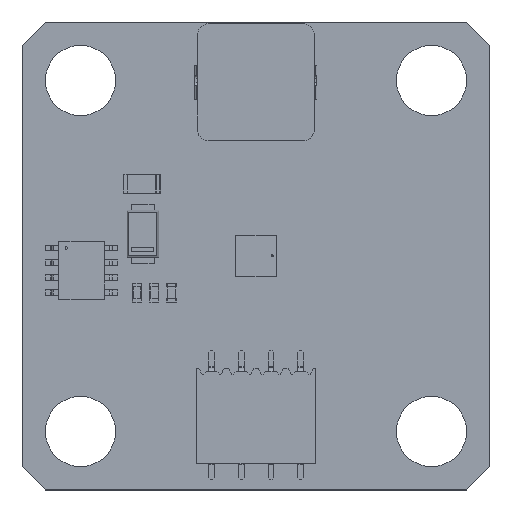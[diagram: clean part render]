
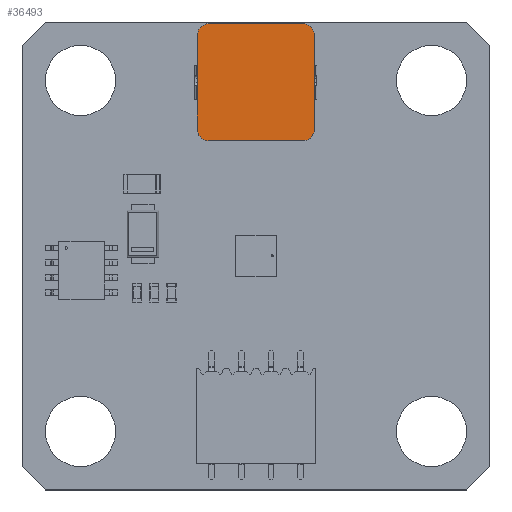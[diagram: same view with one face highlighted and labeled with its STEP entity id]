
A CAD part, top view. The second image highlights one B-rep face of the part: STEP entity #36493.
In plain terms, the highlighted planar face has unit normal (0, 0, 1).
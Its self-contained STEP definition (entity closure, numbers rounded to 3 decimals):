
#35511 = PLANE('',#35512);
#35512 = AXIS2_PLACEMENT_3D('',#35513,#35514,#35515);
#35513 = CARTESIAN_POINT('',(1920.946,324.26,2.2));
#35514 = DIRECTION('',(-1.,0.,0.));
#35515 = DIRECTION('',(0.,0.,1.));
#35564 = VERTEX_POINT('',#35565);
#35565 = CARTESIAN_POINT('',(1920.946,324.26,2.95));
#35579 = CYLINDRICAL_SURFACE('',#35580,1.);
#35580 = AXIS2_PLACEMENT_3D('',#35581,#35582,#35583);
#35581 = CARTESIAN_POINT('',(1919.946,324.26,2.2));
#35582 = DIRECTION('',(0.,0.,-1.));
#35583 = DIRECTION('',(-1.,0.,0.));
#35591 = EDGE_CURVE('',#35564,#35592,#35594,.T.);
#35592 = VERTEX_POINT('',#35593);
#35593 = CARTESIAN_POINT('',(1920.946,332.26,2.95));
#35594 = SURFACE_CURVE('',#35595,(#35599,#35606),.PCURVE_S1.);
#35595 = LINE('',#35596,#35597);
#35596 = CARTESIAN_POINT('',(1920.946,324.26,2.95));
#35597 = VECTOR('',#35598,1.);
#35598 = DIRECTION('',(0.,1.,0.));
#35599 = PCURVE('',#35511,#35600);
#35600 = DEFINITIONAL_REPRESENTATION('',(#35601),#35605);
#35601 = LINE('',#35602,#35603);
#35602 = CARTESIAN_POINT('',(0.75,0.));
#35603 = VECTOR('',#35604,1.);
#35604 = DIRECTION('',(0.,1.));
#35605 = ( GEOMETRIC_REPRESENTATION_CONTEXT(2) 
PARAMETRIC_REPRESENTATION_CONTEXT() REPRESENTATION_CONTEXT('2D SPACE',''
  ) );
#35606 = PCURVE('',#35607,#35612);
#35607 = PLANE('',#35608);
#35608 = AXIS2_PLACEMENT_3D('',#35609,#35610,#35611);
#35609 = CARTESIAN_POINT('',(1911.946,324.26,2.95));
#35610 = DIRECTION('',(0.,0.,1.));
#35611 = DIRECTION('',(1.,0.,-0.));
#35612 = DEFINITIONAL_REPRESENTATION('',(#35613),#35617);
#35613 = LINE('',#35614,#35615);
#35614 = CARTESIAN_POINT('',(9.,0.));
#35615 = VECTOR('',#35616,1.);
#35616 = DIRECTION('',(0.,1.));
#35617 = ( GEOMETRIC_REPRESENTATION_CONTEXT(2) 
PARAMETRIC_REPRESENTATION_CONTEXT() REPRESENTATION_CONTEXT('2D SPACE',''
  ) );
#35635 = CYLINDRICAL_SURFACE('',#35636,1.);
#35636 = AXIS2_PLACEMENT_3D('',#35637,#35638,#35639);
#35637 = CARTESIAN_POINT('',(1919.946,332.26,2.2));
#35638 = DIRECTION('',(0.,0.,-1.));
#35639 = DIRECTION('',(-1.,0.,0.));
#35746 = CYLINDRICAL_SURFACE('',#35747,1.);
#35747 = AXIS2_PLACEMENT_3D('',#35748,#35749,#35750);
#35748 = CARTESIAN_POINT('',(1911.946,324.26,2.2));
#35749 = DIRECTION('',(0.,0.,-1.));
#35750 = DIRECTION('',(-1.,0.,0.));
#35774 = PLANE('',#35775);
#35775 = AXIS2_PLACEMENT_3D('',#35776,#35777,#35778);
#35776 = CARTESIAN_POINT('',(1911.946,323.26,2.2));
#35777 = DIRECTION('',(0.,1.,0.));
#35778 = DIRECTION('',(-1.,0.,0.));
#35922 = PLANE('',#35923);
#35923 = AXIS2_PLACEMENT_3D('',#35924,#35925,#35926);
#35924 = CARTESIAN_POINT('',(1919.946,333.26,2.2));
#35925 = DIRECTION('',(0.,-1.,0.));
#35926 = DIRECTION('',(1.,0.,0.));
#35951 = CYLINDRICAL_SURFACE('',#35952,1.);
#35952 = AXIS2_PLACEMENT_3D('',#35953,#35954,#35955);
#35953 = CARTESIAN_POINT('',(1911.946,332.26,2.2));
#35954 = DIRECTION('',(0.,0.,-1.));
#35955 = DIRECTION('',(-1.,0.,0.));
#35979 = PLANE('',#35980);
#35980 = AXIS2_PLACEMENT_3D('',#35981,#35982,#35983);
#35981 = CARTESIAN_POINT('',(1910.946,332.26,2.2));
#35982 = DIRECTION('',(1.,0.,0.));
#35983 = DIRECTION('',(0.,0.,-1.));
#36101 = VERTEX_POINT('',#36102);
#36102 = CARTESIAN_POINT('',(1911.946,323.26,2.95));
#36123 = EDGE_CURVE('',#36124,#36101,#36126,.T.);
#36124 = VERTEX_POINT('',#36125);
#36125 = CARTESIAN_POINT('',(1910.946,324.26,2.95));
#36126 = SURFACE_CURVE('',#36127,(#36132,#36139),.PCURVE_S1.);
#36127 = CIRCLE('',#36128,1.);
#36128 = AXIS2_PLACEMENT_3D('',#36129,#36130,#36131);
#36129 = CARTESIAN_POINT('',(1911.946,324.26,2.95));
#36130 = DIRECTION('',(0.,0.,1.));
#36131 = DIRECTION('',(1.,0.,-0.));
#36132 = PCURVE('',#35746,#36133);
#36133 = DEFINITIONAL_REPRESENTATION('',(#36134),#36138);
#36134 = LINE('',#36135,#36136);
#36135 = CARTESIAN_POINT('',(9.425,-0.75));
#36136 = VECTOR('',#36137,1.);
#36137 = DIRECTION('',(-1.,0.));
#36138 = ( GEOMETRIC_REPRESENTATION_CONTEXT(2) 
PARAMETRIC_REPRESENTATION_CONTEXT() REPRESENTATION_CONTEXT('2D SPACE',''
  ) );
#36139 = PCURVE('',#35607,#36140);
#36140 = DEFINITIONAL_REPRESENTATION('',(#36141),#36145);
#36141 = CIRCLE('',#36142,1.);
#36142 = AXIS2_PLACEMENT_2D('',#36143,#36144);
#36143 = CARTESIAN_POINT('',(0.,0.));
#36144 = DIRECTION('',(1.,0.));
#36145 = ( GEOMETRIC_REPRESENTATION_CONTEXT(2) 
PARAMETRIC_REPRESENTATION_CONTEXT() REPRESENTATION_CONTEXT('2D SPACE',''
  ) );
#36172 = EDGE_CURVE('',#36101,#36173,#36175,.T.);
#36173 = VERTEX_POINT('',#36174);
#36174 = CARTESIAN_POINT('',(1919.946,323.26,2.95));
#36175 = SURFACE_CURVE('',#36176,(#36180,#36187),.PCURVE_S1.);
#36176 = LINE('',#36177,#36178);
#36177 = CARTESIAN_POINT('',(1911.946,323.26,2.95));
#36178 = VECTOR('',#36179,1.);
#36179 = DIRECTION('',(1.,0.,0.));
#36180 = PCURVE('',#35774,#36181);
#36181 = DEFINITIONAL_REPRESENTATION('',(#36182),#36186);
#36182 = LINE('',#36183,#36184);
#36183 = CARTESIAN_POINT('',(0.,0.75));
#36184 = VECTOR('',#36185,1.);
#36185 = DIRECTION('',(-1.,0.));
#36186 = ( GEOMETRIC_REPRESENTATION_CONTEXT(2) 
PARAMETRIC_REPRESENTATION_CONTEXT() REPRESENTATION_CONTEXT('2D SPACE',''
  ) );
#36187 = PCURVE('',#35607,#36188);
#36188 = DEFINITIONAL_REPRESENTATION('',(#36189),#36193);
#36189 = LINE('',#36190,#36191);
#36190 = CARTESIAN_POINT('',(0.,-1.));
#36191 = VECTOR('',#36192,1.);
#36192 = DIRECTION('',(1.,0.));
#36193 = ( GEOMETRIC_REPRESENTATION_CONTEXT(2) 
PARAMETRIC_REPRESENTATION_CONTEXT() REPRESENTATION_CONTEXT('2D SPACE',''
  ) );
#36222 = EDGE_CURVE('',#36173,#35564,#36223,.T.);
#36223 = SURFACE_CURVE('',#36224,(#36229,#36236),.PCURVE_S1.);
#36224 = CIRCLE('',#36225,1.);
#36225 = AXIS2_PLACEMENT_3D('',#36226,#36227,#36228);
#36226 = CARTESIAN_POINT('',(1919.946,324.26,2.95));
#36227 = DIRECTION('',(0.,0.,1.));
#36228 = DIRECTION('',(1.,0.,-0.));
#36229 = PCURVE('',#35579,#36230);
#36230 = DEFINITIONAL_REPRESENTATION('',(#36231),#36235);
#36231 = LINE('',#36232,#36233);
#36232 = CARTESIAN_POINT('',(9.425,-0.75));
#36233 = VECTOR('',#36234,1.);
#36234 = DIRECTION('',(-1.,0.));
#36235 = ( GEOMETRIC_REPRESENTATION_CONTEXT(2) 
PARAMETRIC_REPRESENTATION_CONTEXT() REPRESENTATION_CONTEXT('2D SPACE',''
  ) );
#36236 = PCURVE('',#35607,#36237);
#36237 = DEFINITIONAL_REPRESENTATION('',(#36238),#36242);
#36238 = CIRCLE('',#36239,1.);
#36239 = AXIS2_PLACEMENT_2D('',#36240,#36241);
#36240 = CARTESIAN_POINT('',(8.,0.));
#36241 = DIRECTION('',(1.,0.));
#36242 = ( GEOMETRIC_REPRESENTATION_CONTEXT(2) 
PARAMETRIC_REPRESENTATION_CONTEXT() REPRESENTATION_CONTEXT('2D SPACE',''
  ) );
#36250 = VERTEX_POINT('',#36251);
#36251 = CARTESIAN_POINT('',(1919.946,333.26,2.95));
#36272 = EDGE_CURVE('',#35592,#36250,#36273,.T.);
#36273 = SURFACE_CURVE('',#36274,(#36279,#36286),.PCURVE_S1.);
#36274 = CIRCLE('',#36275,1.);
#36275 = AXIS2_PLACEMENT_3D('',#36276,#36277,#36278);
#36276 = CARTESIAN_POINT('',(1919.946,332.26,2.95));
#36277 = DIRECTION('',(0.,0.,1.));
#36278 = DIRECTION('',(1.,0.,-0.));
#36279 = PCURVE('',#35635,#36280);
#36280 = DEFINITIONAL_REPRESENTATION('',(#36281),#36285);
#36281 = LINE('',#36282,#36283);
#36282 = CARTESIAN_POINT('',(3.142,-0.75));
#36283 = VECTOR('',#36284,1.);
#36284 = DIRECTION('',(-1.,0.));
#36285 = ( GEOMETRIC_REPRESENTATION_CONTEXT(2) 
PARAMETRIC_REPRESENTATION_CONTEXT() REPRESENTATION_CONTEXT('2D SPACE',''
  ) );
#36286 = PCURVE('',#35607,#36287);
#36287 = DEFINITIONAL_REPRESENTATION('',(#36288),#36292);
#36288 = CIRCLE('',#36289,1.);
#36289 = AXIS2_PLACEMENT_2D('',#36290,#36291);
#36290 = CARTESIAN_POINT('',(8.,8.));
#36291 = DIRECTION('',(1.,0.));
#36292 = ( GEOMETRIC_REPRESENTATION_CONTEXT(2) 
PARAMETRIC_REPRESENTATION_CONTEXT() REPRESENTATION_CONTEXT('2D SPACE',''
  ) );
#36299 = EDGE_CURVE('',#36250,#36300,#36302,.T.);
#36300 = VERTEX_POINT('',#36301);
#36301 = CARTESIAN_POINT('',(1911.946,333.26,2.95));
#36302 = SURFACE_CURVE('',#36303,(#36307,#36314),.PCURVE_S1.);
#36303 = LINE('',#36304,#36305);
#36304 = CARTESIAN_POINT('',(1919.946,333.26,2.95));
#36305 = VECTOR('',#36306,1.);
#36306 = DIRECTION('',(-1.,0.,0.));
#36307 = PCURVE('',#35922,#36308);
#36308 = DEFINITIONAL_REPRESENTATION('',(#36309),#36313);
#36309 = LINE('',#36310,#36311);
#36310 = CARTESIAN_POINT('',(0.,0.75));
#36311 = VECTOR('',#36312,1.);
#36312 = DIRECTION('',(-1.,0.));
#36313 = ( GEOMETRIC_REPRESENTATION_CONTEXT(2) 
PARAMETRIC_REPRESENTATION_CONTEXT() REPRESENTATION_CONTEXT('2D SPACE',''
  ) );
#36314 = PCURVE('',#35607,#36315);
#36315 = DEFINITIONAL_REPRESENTATION('',(#36316),#36320);
#36316 = LINE('',#36317,#36318);
#36317 = CARTESIAN_POINT('',(8.,9.));
#36318 = VECTOR('',#36319,1.);
#36319 = DIRECTION('',(-1.,0.));
#36320 = ( GEOMETRIC_REPRESENTATION_CONTEXT(2) 
PARAMETRIC_REPRESENTATION_CONTEXT() REPRESENTATION_CONTEXT('2D SPACE',''
  ) );
#36349 = VERTEX_POINT('',#36350);
#36350 = CARTESIAN_POINT('',(1910.946,332.26,2.95));
#36371 = EDGE_CURVE('',#36300,#36349,#36372,.T.);
#36372 = SURFACE_CURVE('',#36373,(#36378,#36385),.PCURVE_S1.);
#36373 = CIRCLE('',#36374,1.);
#36374 = AXIS2_PLACEMENT_3D('',#36375,#36376,#36377);
#36375 = CARTESIAN_POINT('',(1911.946,332.26,2.95));
#36376 = DIRECTION('',(0.,0.,1.));
#36377 = DIRECTION('',(1.,0.,-0.));
#36378 = PCURVE('',#35951,#36379);
#36379 = DEFINITIONAL_REPRESENTATION('',(#36380),#36384);
#36380 = LINE('',#36381,#36382);
#36381 = CARTESIAN_POINT('',(3.142,-0.75));
#36382 = VECTOR('',#36383,1.);
#36383 = DIRECTION('',(-1.,0.));
#36384 = ( GEOMETRIC_REPRESENTATION_CONTEXT(2) 
PARAMETRIC_REPRESENTATION_CONTEXT() REPRESENTATION_CONTEXT('2D SPACE',''
  ) );
#36385 = PCURVE('',#35607,#36386);
#36386 = DEFINITIONAL_REPRESENTATION('',(#36387),#36391);
#36387 = CIRCLE('',#36388,1.);
#36388 = AXIS2_PLACEMENT_2D('',#36389,#36390);
#36389 = CARTESIAN_POINT('',(0.,8.));
#36390 = DIRECTION('',(1.,0.));
#36391 = ( GEOMETRIC_REPRESENTATION_CONTEXT(2) 
PARAMETRIC_REPRESENTATION_CONTEXT() REPRESENTATION_CONTEXT('2D SPACE',''
  ) );
#36422 = EDGE_CURVE('',#36349,#36124,#36423,.T.);
#36423 = SURFACE_CURVE('',#36424,(#36428,#36435),.PCURVE_S1.);
#36424 = LINE('',#36425,#36426);
#36425 = CARTESIAN_POINT('',(1910.946,332.26,2.95));
#36426 = VECTOR('',#36427,1.);
#36427 = DIRECTION('',(0.,-1.,0.));
#36428 = PCURVE('',#35979,#36429);
#36429 = DEFINITIONAL_REPRESENTATION('',(#36430),#36434);
#36430 = LINE('',#36431,#36432);
#36431 = CARTESIAN_POINT('',(-0.75,0.));
#36432 = VECTOR('',#36433,1.);
#36433 = DIRECTION('',(0.,-1.));
#36434 = ( GEOMETRIC_REPRESENTATION_CONTEXT(2) 
PARAMETRIC_REPRESENTATION_CONTEXT() REPRESENTATION_CONTEXT('2D SPACE',''
  ) );
#36435 = PCURVE('',#35607,#36436);
#36436 = DEFINITIONAL_REPRESENTATION('',(#36437),#36441);
#36437 = LINE('',#36438,#36439);
#36438 = CARTESIAN_POINT('',(-1.,8.));
#36439 = VECTOR('',#36440,1.);
#36440 = DIRECTION('',(0.,-1.));
#36441 = ( GEOMETRIC_REPRESENTATION_CONTEXT(2) 
PARAMETRIC_REPRESENTATION_CONTEXT() REPRESENTATION_CONTEXT('2D SPACE',''
  ) );
#36493 = ADVANCED_FACE('',(#36494),#35607,.T.);
#36494 = FACE_BOUND('',#36495,.T.);
#36495 = EDGE_LOOP('',(#36496,#36497,#36498,#36499,#36500,#36501,#36502,
    #36503));
#36496 = ORIENTED_EDGE('',*,*,#36123,.T.);
#36497 = ORIENTED_EDGE('',*,*,#36172,.T.);
#36498 = ORIENTED_EDGE('',*,*,#36222,.T.);
#36499 = ORIENTED_EDGE('',*,*,#35591,.T.);
#36500 = ORIENTED_EDGE('',*,*,#36272,.T.);
#36501 = ORIENTED_EDGE('',*,*,#36299,.T.);
#36502 = ORIENTED_EDGE('',*,*,#36371,.T.);
#36503 = ORIENTED_EDGE('',*,*,#36422,.T.);
